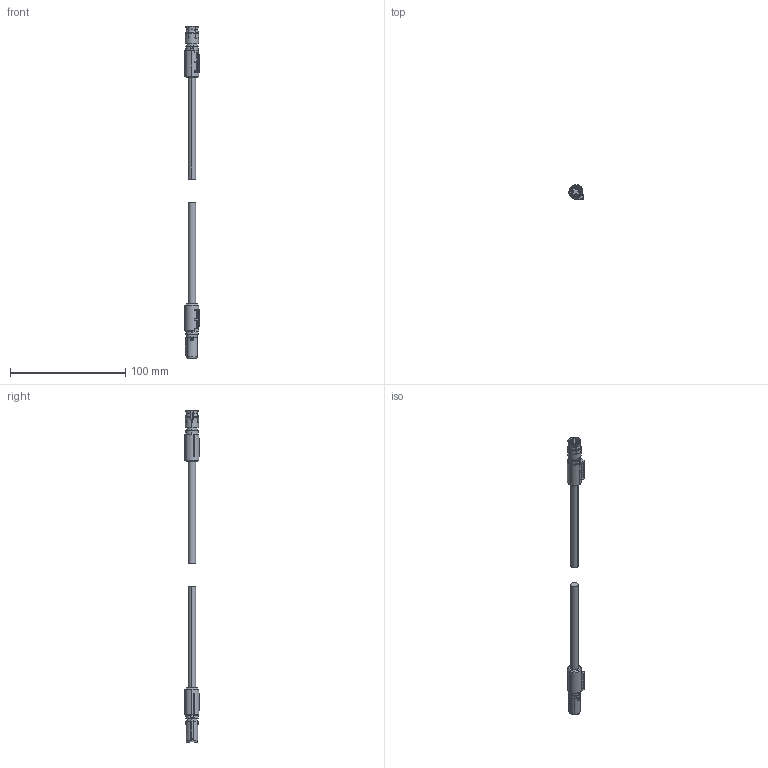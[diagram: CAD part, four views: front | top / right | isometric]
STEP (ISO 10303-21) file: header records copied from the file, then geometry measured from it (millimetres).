
FILE_DESCRIPTION(('CATIA V5 STEP Exchange','CAx-IF Rec.Pracs.--- Model Styling and Organization---1.4--- 2014-01-23'),'2;1');
FILE_NAME ('1208101-1_0_2453550250_2453550250.stp','2020-11-30T06:58:50+00:00',('none'),('Weidmueller'),'CATIA Version 5-6 Release 2016 SP3 HF44','CATIA V5 STEP AP214','none');
FILE_SCHEMA(('AUTOMOTIVE_DESIGN { 1 0 10303 214 1 1 1 1 }'));
Length unit declared in the file: millimetre
Products named in the file (1): 2453550250
Bounding box: 12.41 x 12.41 x 288 mm (x, y, z)
Volume: 14266.8 mm3; surface area: 9121.7 mm2
Topology: 11 solids, 11 shells, 631 faces, 1634 edges, 1035 vertices
Faces by surface type: plane 227, cylinder 160, torus 89, bspline 66, cone 42, extrusion 41, sphere 6
Entity records: 20667 total; most frequent: CARTESIAN_POINT 6941, ORIENTED_EDGE 3252, DIRECTION 2102, EDGE_CURVE 1626, VERTEX_POINT 1035, AXIS2_PLACEMENT_3D 887, VECTOR 710, LINE 669
